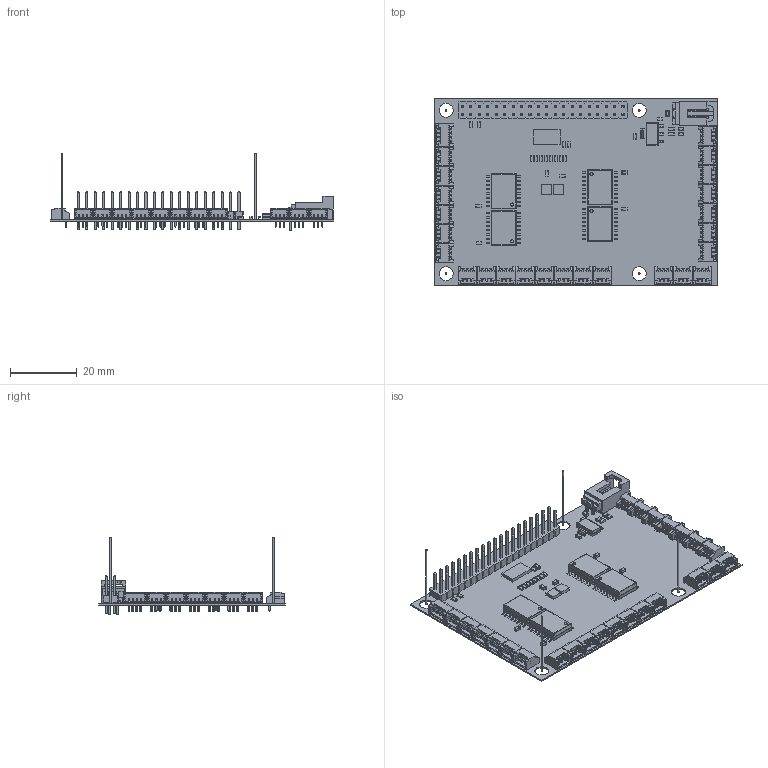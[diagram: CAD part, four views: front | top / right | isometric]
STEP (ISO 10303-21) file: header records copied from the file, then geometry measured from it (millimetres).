
FILE_DESCRIPTION(('Open CASCADE Model'),'2;1');
FILE_NAME('Open CASCADE Shape Model','2021-08-30T21:56:54',('Author'),( 'Open CASCADE'),'Open CASCADE STEP processor 6.8','Open CASCADE 6.8' ,'Unknown');
FILE_SCHEMA(('AUTOMOTIVE_DESIGN { 1 0 10303 214 1 1 1 1 }'));
Length unit declared in the file: millimetre
Products named in the file (153): PCB; Board; Open CASCADE STEP translator 6.8 1.1.1; R13; 5611153792; Mid_Body; Terminal; Open_CASCADE_STEP_translator_6.8_15.2.1; Mark; R12; J27; 530480310; Open CASCADE STEP translator 6.8 1.4.1.1; Open CASCADE STEP translator 6.8 1.4.1.2; J26; J25; J24; J23; J22; J21; J20; J19; J18; J17; J16; J15; J14; J13; J12; J11; J10; J9; J8; J7; J6; J5; J4; J3; 530480410; Open CASCADE STEP translator 6.8 1.28.1.1 ...
Assembly tree (272 placements, depth 5):
  PCB
    Board
      Open CASCADE STEP translator 6.8 1.1.1
    R13
      5611153792
        Mid_Body
        Terminal  x2
          Open_CASCADE_STEP_translator_6.8_15.2.1
        Mark
    R12
      5611153792
        Mid_Body
        Terminal  x2
          Open_CASCADE_STEP_translator_6.8_15.2.1
        Mark
    J27
      530480310
        Open CASCADE STEP translator 6.8 1.4.1.1
        Open CASCADE STEP translator 6.8 1.4.1.2
    J26
      530480310
        Open CASCADE STEP translator 6.8 1.4.1.1
        Open CASCADE STEP translator 6.8 1.4.1.2
    J25
      530480310
        Open CASCADE STEP translator 6.8 1.4.1.1
        Open CASCADE STEP translator 6.8 1.4.1.2
    J24
      530480310
        Open CASCADE STEP translator 6.8 1.4.1.1
        Open CASCADE STEP translator 6.8 1.4.1.2
    J23
      530480310
        Open CASCADE STEP translator 6.8 1.4.1.1
        Open CASCADE STEP translator 6.8 1.4.1.2
    J22
      530480310
        Open CASCADE STEP translator 6.8 1.4.1.1
        Open CASCADE STEP translator 6.8 1.4.1.2
    J21
      530480310
        Open CASCADE STEP translator 6.8 1.4.1.1
        Open CASCADE STEP translator 6.8 1.4.1.2
    J20
      530480310
        Open CASCADE STEP translator 6.8 1.4.1.1
        Open CASCADE STEP translator 6.8 1.4.1.2
    J19
      530480310
        Open CASCADE STEP translator 6.8 1.4.1.1
        Open CASCADE STEP translator 6.8 1.4.1.2
    J18
      530480310
        Open CASCADE STEP translator 6.8 1.4.1.1
        Open CASCADE STEP translator 6.8 1.4.1.2
    J17
      530480310
        Open CASCADE STEP translator 6.8 1.4.1.1
        Open CASCADE STEP translator 6.8 1.4.1.2
    J16
Bounding box: 85 x 56 x 23.22 mm (x, y, z)
Volume: 5051.5 mm3; surface area: 18858.3 mm2
Topology: 240 solids, 244 shells, 7570 faces, 18541 edges, 11554 vertices
Faces by surface type: plane 5932, cylinder 854, bspline 648, sphere 136
Full cylindrical faces by diameter (mm): 0.5 x4, 0.55 x76, 0.95 x4, 1.11 x2, 1.15 x40, 4.2 x4
Entity records: 54606 total; most frequent: CARTESIAN_POINT 12234, DIRECTION 7958, ORIENTED_EDGE 7874, EDGE_CURVE 3938, LINE 3178, VECTOR 3178, VERTEX_POINT 2470, AXIS2_PLACEMENT_3D 2390
